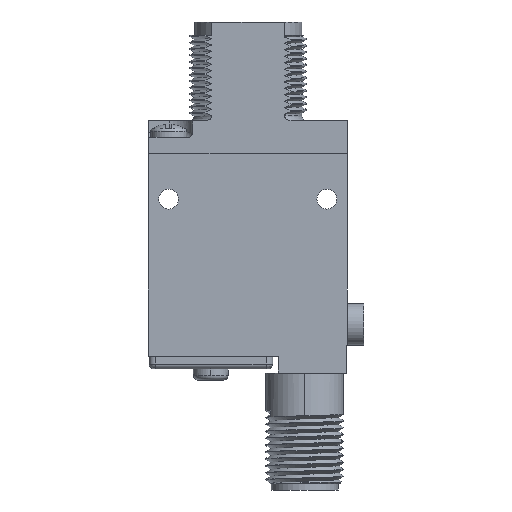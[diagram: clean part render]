
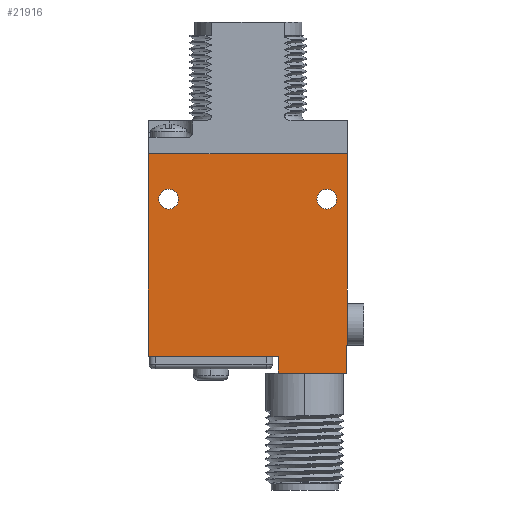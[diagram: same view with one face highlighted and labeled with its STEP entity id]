
A CAD part, left-side view. The second image highlights one B-rep face of the part: STEP entity #21916.
In plain terms, the highlighted planar face has unit normal (-1, 0, 0).
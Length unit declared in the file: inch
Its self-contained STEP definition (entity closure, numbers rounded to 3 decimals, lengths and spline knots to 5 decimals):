
#793=DIRECTION('',(0.,1.,0.));
#794=VECTOR('',#793,0.785);
#795=CARTESIAN_POINT('',(-0.236,0.42,-1.23));
#796=LINE('',#795,#794);
#938=DIRECTION('',(0.,0.,-1.));
#939=VECTOR('',#938,0.1);
#940=CARTESIAN_POINT('',(-0.236,0.42,-1.23));
#941=LINE('',#940,#939);
#942=DIRECTION('',(0.,1.,0.));
#943=VECTOR('',#942,0.005);
#944=CARTESIAN_POINT('',(-0.236,1.205,-1.16));
#945=LINE('',#944,#943);
#946=DIRECTION('',(0.,0.,1.));
#947=VECTOR('',#946,1.16);
#948=CARTESIAN_POINT('',(-0.236,1.21,-1.16));
#949=LINE('',#948,#947);
#950=DIRECTION('',(0.,-1.,0.));
#951=VECTOR('',#950,0.005);
#952=CARTESIAN_POINT('',(-0.236,1.21,0.));
#953=LINE('',#952,#951);
#954=DIRECTION('',(0.,1.,0.));
#955=VECTOR('',#954,1.204);
#956=CARTESIAN_POINT('',(-0.236,0.001,0.));
#957=LINE('',#956,#955);
#958=DIRECTION('',(0.,-1.,0.));
#959=VECTOR('',#958,0.001);
#960=CARTESIAN_POINT('',(-0.236,0.001,0.));
#961=LINE('',#960,#959);
#962=DIRECTION('',(0.,0.,-1.));
#963=VECTOR('',#962,1.16);
#964=CARTESIAN_POINT('',(-0.236,0.,0.));
#965=LINE('',#964,#963);
#966=DIRECTION('',(0.,1.,0.));
#967=VECTOR('',#966,0.005);
#968=CARTESIAN_POINT('',(-0.236,0.,-1.16));
#969=LINE('',#968,#967);
#970=DIRECTION('',(0.,0.,-1.));
#971=VECTOR('',#970,0.17);
#972=CARTESIAN_POINT('',(-0.236,0.005,-1.16));
#973=LINE('',#972,#971);
#974=CARTESIAN_POINT('',(-0.236,1.085,-0.275));
#975=DIRECTION('',(1.,0.,0.));
#976=DIRECTION('',(0.,0.,-1.));
#977=AXIS2_PLACEMENT_3D('',#974,#975,#976);
#979=CARTESIAN_POINT('',(-0.236,1.085,-0.275));
#980=DIRECTION('',(1.,0.,0.));
#981=DIRECTION('',(0.,0.,1.));
#982=AXIS2_PLACEMENT_3D('',#979,#980,#981);
#984=CARTESIAN_POINT('',(-0.236,0.125,-0.275));
#985=DIRECTION('',(1.,0.,0.));
#986=DIRECTION('',(0.,0.,-1.));
#987=AXIS2_PLACEMENT_3D('',#984,#985,#986);
#989=CARTESIAN_POINT('',(-0.236,0.125,-0.275));
#990=DIRECTION('',(1.,0.,0.));
#991=DIRECTION('',(0.,0.,1.));
#992=AXIS2_PLACEMENT_3D('',#989,#990,#991);
#999=DIRECTION('',(0.,1.,0.));
#1000=VECTOR('',#999,0.255);
#1001=CARTESIAN_POINT('',(-0.236,0.005,-1.33));
#1002=LINE('',#1001,#1000);
#4389=DIRECTION('',(0.,0.,-1.));
#4390=VECTOR('',#4389,0.07);
#4391=CARTESIAN_POINT('',(-0.236,1.205,-1.16));
#4392=LINE('',#4391,#4390);
#16062=DIRECTION('',(0.,1.,0.));
#16063=VECTOR('',#16062,0.16);
#16064=CARTESIAN_POINT('',(-0.236,0.26,-1.33));
#16065=LINE('',#16064,#16063);
#17633=CARTESIAN_POINT('',(-0.236,0.,0.));
#17634=CARTESIAN_POINT('',(-0.236,0.,-1.16));
#17635=VERTEX_POINT('',#17633);
#17636=VERTEX_POINT('',#17634);
#17637=CARTESIAN_POINT('',(-0.236,1.21,-1.16));
#17638=CARTESIAN_POINT('',(-0.236,1.21,0.));
#17639=VERTEX_POINT('',#17637);
#17640=VERTEX_POINT('',#17638);
#17657=CARTESIAN_POINT('',(-0.236,1.085,-0.335));
#17658=CARTESIAN_POINT('',(-0.236,1.085,-0.215));
#17659=VERTEX_POINT('',#17657);
#17660=VERTEX_POINT('',#17658);
#17661=CARTESIAN_POINT('',(-0.236,0.125,-0.335));
#17662=CARTESIAN_POINT('',(-0.236,0.125,-0.215));
#17663=VERTEX_POINT('',#17661);
#17664=VERTEX_POINT('',#17662);
#18331=CARTESIAN_POINT('',(-0.236,0.001,0.));
#18332=CARTESIAN_POINT('',(-0.236,1.205,0.));
#18333=VERTEX_POINT('',#18331);
#18334=VERTEX_POINT('',#18332);
#18519=CARTESIAN_POINT('',(-0.236,1.205,-1.23));
#18521=VERTEX_POINT('',#18519);
#18586=CARTESIAN_POINT('',(-0.236,0.005,-1.33));
#18588=VERTEX_POINT('',#18586);
#18591=CARTESIAN_POINT('',(-0.236,0.42,-1.23));
#18592=VERTEX_POINT('',#18591);
#18593=CARTESIAN_POINT('',(-0.236,0.42,-1.33));
#18594=VERTEX_POINT('',#18593);
#20067=CARTESIAN_POINT('',(-0.236,0.005,-1.16));
#20069=VERTEX_POINT('',#20067);
#20071=CARTESIAN_POINT('',(-0.236,1.205,-1.16));
#20073=VERTEX_POINT('',#20071);
#20188=CARTESIAN_POINT('',(-0.236,0.26,-1.33));
#20190=VERTEX_POINT('',#20188);
#21873=CARTESIAN_POINT('',(-0.236,0.,0.));
#21874=DIRECTION('',(1.,0.,0.));
#21875=DIRECTION('',(0.,0.,-1.));
#21876=AXIS2_PLACEMENT_3D('',#21873,#21874,#21875);
#21877=PLANE('',#21876);
#21879=ORIENTED_EDGE('',*,*,#21878,.T.);
#21881=ORIENTED_EDGE('',*,*,#21880,.T.);
#21882=ORIENTED_EDGE('',*,*,#21866,.F.);
#21883=ORIENTED_EDGE('',*,*,#21784,.T.);
#21885=ORIENTED_EDGE('',*,*,#21884,.F.);
#21887=ORIENTED_EDGE('',*,*,#21886,.T.);
#21889=ORIENTED_EDGE('',*,*,#21888,.T.);
#21891=ORIENTED_EDGE('',*,*,#21890,.T.);
#21893=ORIENTED_EDGE('',*,*,#21892,.F.);
#21895=ORIENTED_EDGE('',*,*,#21894,.T.);
#21897=ORIENTED_EDGE('',*,*,#21896,.T.);
#21899=ORIENTED_EDGE('',*,*,#21898,.T.);
#21901=ORIENTED_EDGE('',*,*,#21900,.T.);
#21902=EDGE_LOOP('',(#21879,#21881,#21882,#21883,#21885,#21887,#21889,#21891,
#21893,#21895,#21897,#21899,#21901));
#21903=FACE_OUTER_BOUND('',#21902,.F.);
#21905=ORIENTED_EDGE('',*,*,#21904,.F.);
#21907=ORIENTED_EDGE('',*,*,#21906,.F.);
#21908=EDGE_LOOP('',(#21905,#21907));
#21909=FACE_BOUND('',#21908,.F.);
#21911=ORIENTED_EDGE('',*,*,#21910,.F.);
#21913=ORIENTED_EDGE('',*,*,#21912,.F.);
#21914=EDGE_LOOP('',(#21911,#21913));
#21915=FACE_BOUND('',#21914,.F.);
#21916=ADVANCED_FACE('',(#21903,#21909,#21915),#21877,.F.);
#978=CIRCLE('',#977,0.06);
#983=CIRCLE('',#982,0.06);
#988=CIRCLE('',#987,0.06);
#993=CIRCLE('',#992,0.06);
#21784=EDGE_CURVE('',#18592,#18521,#796,.T.);
#21866=EDGE_CURVE('',#18592,#18594,#941,.T.);
#21878=EDGE_CURVE('',#18588,#20190,#1002,.T.);
#21880=EDGE_CURVE('',#20190,#18594,#16065,.T.);
#21884=EDGE_CURVE('',#20073,#18521,#4392,.T.);
#21886=EDGE_CURVE('',#20073,#17639,#945,.T.);
#21888=EDGE_CURVE('',#17639,#17640,#949,.T.);
#21890=EDGE_CURVE('',#17640,#18334,#953,.T.);
#21892=EDGE_CURVE('',#18333,#18334,#957,.T.);
#21894=EDGE_CURVE('',#18333,#17635,#961,.T.);
#21896=EDGE_CURVE('',#17635,#17636,#965,.T.);
#21898=EDGE_CURVE('',#17636,#20069,#969,.T.);
#21900=EDGE_CURVE('',#20069,#18588,#973,.T.);
#21904=EDGE_CURVE('',#17659,#17660,#978,.T.);
#21906=EDGE_CURVE('',#17660,#17659,#983,.T.);
#21910=EDGE_CURVE('',#17663,#17664,#988,.T.);
#21912=EDGE_CURVE('',#17664,#17663,#993,.T.);
